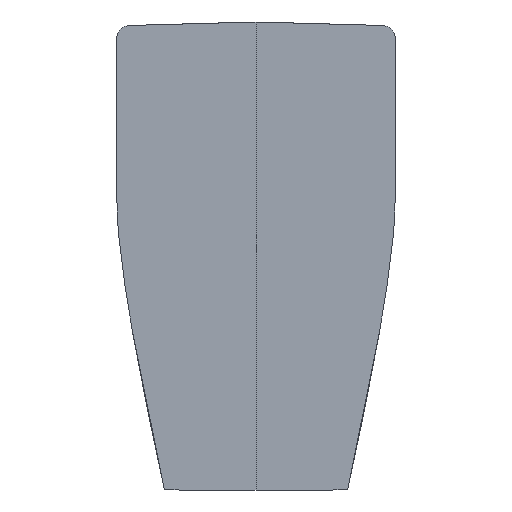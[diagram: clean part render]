
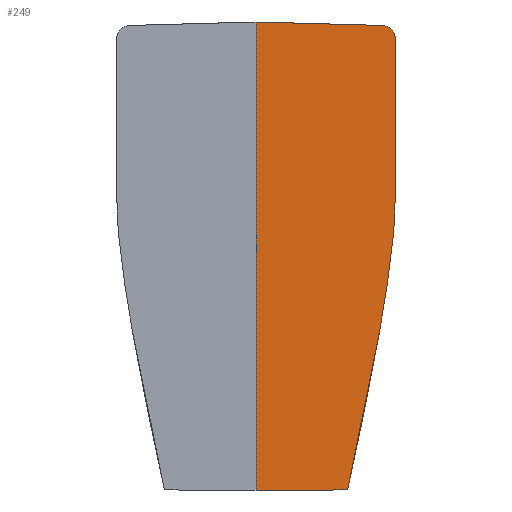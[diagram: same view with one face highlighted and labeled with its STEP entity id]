
A CAD part, front view. The second image highlights one B-rep face of the part: STEP entity #249.
In plain terms, the highlighted planar face has unit normal (0, -1, 0).
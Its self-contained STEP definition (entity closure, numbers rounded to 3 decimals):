
#57=PLANE('',#2589);
#65=LINE('',#14632,#75);
#66=LINE('',#14634,#76);
#69=LINE('',#14853,#79);
#75=VECTOR('',#2623,1.);
#76=VECTOR('',#2624,1.);
#79=VECTOR('',#2631,1.);
#249=ADVANCED_FACE('',(#491),#57,.T.);
#491=FACE_OUTER_BOUND('',#645,.T.);
#645=EDGE_LOOP('',(#1088,#1089,#1090,#1091,#1092,#1093,#1094,#1095,#1096,
#1097,#1098));
#1088=ORIENTED_EDGE('',*,*,#2021,.F.);
#1089=ORIENTED_EDGE('',*,*,#2006,.F.);
#1090=ORIENTED_EDGE('',*,*,#2005,.F.);
#1091=ORIENTED_EDGE('',*,*,#2003,.F.);
#1092=ORIENTED_EDGE('',*,*,#2000,.F.);
#1093=ORIENTED_EDGE('',*,*,#1998,.F.);
#1094=ORIENTED_EDGE('',*,*,#1997,.F.);
#1095=ORIENTED_EDGE('',*,*,#1995,.F.);
#1096=ORIENTED_EDGE('',*,*,#1994,.F.);
#1097=ORIENTED_EDGE('',*,*,#2019,.F.);
#1098=ORIENTED_EDGE('',*,*,#2022,.T.);
#1677=VERTEX_POINT('',#13744);
#1678=VERTEX_POINT('',#13749);
#1679=VERTEX_POINT('',#13757);
#1680=VERTEX_POINT('',#13881);
#1681=VERTEX_POINT('',#13886);
#1682=VERTEX_POINT('',#14233);
#1684=VERTEX_POINT('',#14412);
#1685=VERTEX_POINT('',#14633);
#1686=VERTEX_POINT('',#14635);
#1692=VERTEX_POINT('',#14804);
#1693=VERTEX_POINT('',#14854);
#1994=EDGE_CURVE('',#1677,#1678,#2379,.T.);
#1995=EDGE_CURVE('',#1678,#1679,#2380,.T.);
#1997=EDGE_CURVE('',#1679,#1680,#2382,.T.);
#1998=EDGE_CURVE('',#1680,#1681,#2383,.T.);
#2000=EDGE_CURVE('',#1681,#1682,#2385,.T.);
#2003=EDGE_CURVE('',#1682,#1684,#2388,.T.);
#2005=EDGE_CURVE('',#1684,#1685,#65,.T.);
#2006=EDGE_CURVE('',#1685,#1686,#66,.T.);
#2019=EDGE_CURVE('',#1692,#1677,#2395,.T.);
#2021=EDGE_CURVE('',#1686,#1693,#69,.T.);
#2022=EDGE_CURVE('',#1692,#1693,#2397,.T.);
#2379=B_SPLINE_CURVE_WITH_KNOTS('',3,(#13745,#13746,#13747,#13748),
 .UNSPECIFIED.,.F.,.F.,(4,4),(0.,1.),.UNSPECIFIED.);
#2380=B_SPLINE_CURVE_WITH_KNOTS('',3,(#13750,#13751,#13752,#13753,#13754,
#13755,#13756),.UNSPECIFIED.,.F.,.F.,(4,3,4),(0.,0.5,1.),
 .UNSPECIFIED.);
#2382=B_SPLINE_CURVE_WITH_KNOTS('',3,(#13877,#13878,#13879,#13880),
 .UNSPECIFIED.,.F.,.F.,(4,4),(0.,1.),.UNSPECIFIED.);
#2383=B_SPLINE_CURVE_WITH_KNOTS('',3,(#13882,#13883,#13884,#13885),
 .UNSPECIFIED.,.F.,.F.,(4,4),(0.,1.),.UNSPECIFIED.);
#2385=B_SPLINE_CURVE_WITH_KNOTS('',3,(#14229,#14230,#14231,#14232),
 .UNSPECIFIED.,.F.,.F.,(4,4),(0.,1.),.UNSPECIFIED.);
#2388=B_SPLINE_CURVE_WITH_KNOTS('',3,(#14408,#14409,#14410,#14411),
 .UNSPECIFIED.,.F.,.F.,(4,4),(0.,1.),.UNSPECIFIED.);
#2395=B_SPLINE_CURVE_WITH_KNOTS('',3,(#14798,#14799,#14800,#14801,#14802,
#14803),.UNSPECIFIED.,.F.,.F.,(4,2,4),(0.,0.5,1.),.UNSPECIFIED.);
#2397=B_SPLINE_CURVE_WITH_KNOTS('',3,(#14855,#14856,#14857,#14858,#14859),
 .UNSPECIFIED.,.F.,.F.,(4,1,4),(0.,0.5,1.),.UNSPECIFIED.);
#2589=AXIS2_PLACEMENT_3D('',#14860,#2632,#2633);
#2623=DIRECTION('',(-1.,0.,0.));
#2624=DIRECTION('',(-1.,0.,0.));
#2631=DIRECTION('',(0.,0.,1.));
#2632=DIRECTION('',(0.,-1.,0.));
#2633=DIRECTION('',(1.,0.,0.));
#13744=CARTESIAN_POINT('',(166.692,-16.,184.907));
#13745=CARTESIAN_POINT('',(166.693,-16.,184.906));
#13746=CARTESIAN_POINT('',(166.693,-16.,184.604));
#13747=CARTESIAN_POINT('',(166.693,-16.,184.302));
#13748=CARTESIAN_POINT('',(166.693,-16.,184.));
#13749=CARTESIAN_POINT('',(166.693,-16.,184.));
#13750=CARTESIAN_POINT('',(166.693,-16.,184.));
#13751=CARTESIAN_POINT('',(166.692,-16.,153.243));
#13752=CARTESIAN_POINT('',(166.692,-16.,122.487));
#13753=CARTESIAN_POINT('',(166.692,-16.,91.73));
#13754=CARTESIAN_POINT('',(166.692,-16.,60.974));
#13755=CARTESIAN_POINT('',(166.691,-16.,30.217));
#13756=CARTESIAN_POINT('',(166.691,-16.,-0.539));
#13757=CARTESIAN_POINT('',(166.692,-16.,-0.535));
#13877=CARTESIAN_POINT('',(166.693,-16.,-0.539));
#13878=CARTESIAN_POINT('',(166.693,-16.,-15.389));
#13879=CARTESIAN_POINT('',(165.95,-16.,-30.205));
#13880=CARTESIAN_POINT('',(164.719,-16.,-45.));
#13881=CARTESIAN_POINT('',(164.719,-16.,-45.));
#13882=CARTESIAN_POINT('',(164.719,-16.,-45.));
#13883=CARTESIAN_POINT('',(162.903,-16.,-66.834));
#13884=CARTESIAN_POINT('',(160.058,-16.,-88.542));
#13885=CARTESIAN_POINT('',(156.78,-16.,-110.198));
#13886=CARTESIAN_POINT('',(156.781,-16.,-110.198));
#14229=CARTESIAN_POINT('',(156.781,-16.,-110.198));
#14230=CARTESIAN_POINT('',(154.028,-16.,-128.387));
#14231=CARTESIAN_POINT('',(151.018,-16.,-146.534));
#14232=CARTESIAN_POINT('',(147.751,-16.,-164.638));
#14233=CARTESIAN_POINT('',(147.751,-16.,-164.638));
#14408=CARTESIAN_POINT('',(147.751,-16.,-164.638));
#14409=CARTESIAN_POINT('',(136.283,-16.,-228.186));
#14410=CARTESIAN_POINT('',(123.539,-16.,-291.497));
#14411=CARTESIAN_POINT('',(109.586,-16.,-354.545));
#14412=CARTESIAN_POINT('',(109.586,-16.,-354.545));
#14632=CARTESIAN_POINT('',(0.,-16.,-354.545));
#14633=CARTESIAN_POINT('',(91.671,-16.,-354.545));
#14634=CARTESIAN_POINT('',(0.,-16.,-354.545));
#14635=CARTESIAN_POINT('',(0.,-16.,-354.545));
#14798=CARTESIAN_POINT('',(151.495,-16.,200.871));
#14799=CARTESIAN_POINT('',(155.575,-16.,200.648));
#14800=CARTESIAN_POINT('',(159.48,-16.,198.842));
#14801=CARTESIAN_POINT('',(165.067,-16.,192.992));
#14802=CARTESIAN_POINT('',(166.692,-16.,188.993));
#14803=CARTESIAN_POINT('',(166.692,-16.,184.906));
#14804=CARTESIAN_POINT('',(151.495,-16.,200.871));
#14853=CARTESIAN_POINT('',(0.,-16.,-141.181));
#14854=CARTESIAN_POINT('',(0.,-16.,205.));
#14855=CARTESIAN_POINT('',(166.693,-16.,200.));
#14856=CARTESIAN_POINT('',(138.944,-16.,201.666));
#14857=CARTESIAN_POINT('',(83.396,-16.,204.166));
#14858=CARTESIAN_POINT('',(27.799,-16.,205.));
#14859=CARTESIAN_POINT('',(0.,-16.,205.));
#14860=CARTESIAN_POINT('',(147.187,-16.,-141.181));
